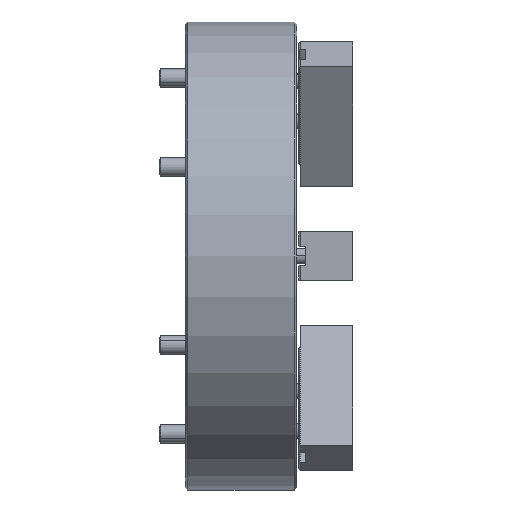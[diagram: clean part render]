
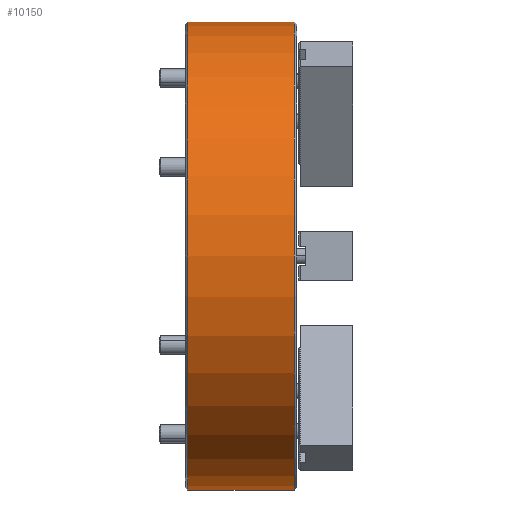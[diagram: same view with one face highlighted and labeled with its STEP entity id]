
A CAD part, front view. The second image highlights one B-rep face of the part: STEP entity #10150.
In plain terms, the highlighted cylindrical face has radius 305 mm (diameter 610 mm), a partial arc.
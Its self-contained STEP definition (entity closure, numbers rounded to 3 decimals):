
#49 = FACE_OUTER_BOUND ( 'NONE', #10290, .T. ) ;
#448 = AXIS2_PLACEMENT_3D ( 'NONE', #20643, #3311, #15024 ) ;
#483 = CIRCLE ( 'NONE', #20532, 305. ) ;
#1424 = VERTEX_POINT ( 'NONE', #11413 ) ;
#1564 = CYLINDRICAL_SURFACE ( 'NONE', #448, 305. ) ;
#3311 = DIRECTION ( 'NONE',  ( 1., 0., 0. ) ) ;
#5266 = ORIENTED_EDGE ( 'NONE', *, *, #21763, .T. ) ;
#6460 = CARTESIAN_POINT ( 'NONE',  ( 142., 0., 305. ) ) ;
#7648 = DIRECTION ( 'NONE',  ( 0., 0., 1. ) ) ;
#7694 = DIRECTION ( 'NONE',  ( 1., 0., 0. ) ) ;
#7718 = CARTESIAN_POINT ( 'NONE',  ( 3., 0., 0. ) ) ;
#8461 = EDGE_CURVE ( 'NONE', #30388, #9957, #24420, .T. ) ;
#9957 = VERTEX_POINT ( 'NONE', #14438 ) ;
#10150 = ADVANCED_FACE ( 'NONE', ( #49 ), #1564, .T. ) ;
#10290 = EDGE_LOOP ( 'NONE', ( #11185, #20032, #15198, #5266 ) ) ;
#11185 = ORIENTED_EDGE ( 'NONE', *, *, #13923, .F. ) ;
#11413 = CARTESIAN_POINT ( 'NONE',  ( 3., 0., 305. ) ) ;
#12307 = VECTOR ( 'NONE', #20161, 1000. ) ;
#13923 = EDGE_CURVE ( 'NONE', #1424, #22792, #16173, .T. ) ;
#14438 = CARTESIAN_POINT ( 'NONE',  ( 142., 0., -305. ) ) ;
#15024 = DIRECTION ( 'NONE',  ( 0., 0., -1. ) ) ;
#15057 = CARTESIAN_POINT ( 'NONE',  ( 329.829, 0., 305. ) ) ;
#15198 = ORIENTED_EDGE ( 'NONE', *, *, #8461, .T. ) ;
#16173 = LINE ( 'NONE', #15057, #12307 ) ;
#19071 = CIRCLE ( 'NONE', #25552, 305. ) ;
#19354 = VECTOR ( 'NONE', #30948, 1000. ) ;
#20032 = ORIENTED_EDGE ( 'NONE', *, *, #31597, .T. ) ;
#20161 = DIRECTION ( 'NONE',  ( 1., 0., 0. ) ) ;
#20532 = AXIS2_PLACEMENT_3D ( 'NONE', #7718, #7694, #7648 ) ;
#20643 = CARTESIAN_POINT ( 'NONE',  ( 329.829, 0., 0. ) ) ;
#21443 = CARTESIAN_POINT ( 'NONE',  ( 329.829, 0., -305. ) ) ;
#21763 = EDGE_CURVE ( 'NONE', #9957, #22792, #19071, .T. ) ;
#22792 = VERTEX_POINT ( 'NONE', #6460 ) ;
#23309 = DIRECTION ( 'NONE',  ( 0., 0., -1. ) ) ;
#23513 = DIRECTION ( 'NONE',  ( -1., 0., 0. ) ) ;
#23645 = CARTESIAN_POINT ( 'NONE',  ( 3., 0., -305. ) ) ;
#24420 = LINE ( 'NONE', #21443, #19354 ) ;
#25552 = AXIS2_PLACEMENT_3D ( 'NONE', #26200, #23513, #23309 ) ;
#26200 = CARTESIAN_POINT ( 'NONE',  ( 142., 0., 0. ) ) ;
#30388 = VERTEX_POINT ( 'NONE', #23645 ) ;
#30948 = DIRECTION ( 'NONE',  ( 1., 0., 0. ) ) ;
#31597 = EDGE_CURVE ( 'NONE', #1424, #30388, #483, .T. ) ;
